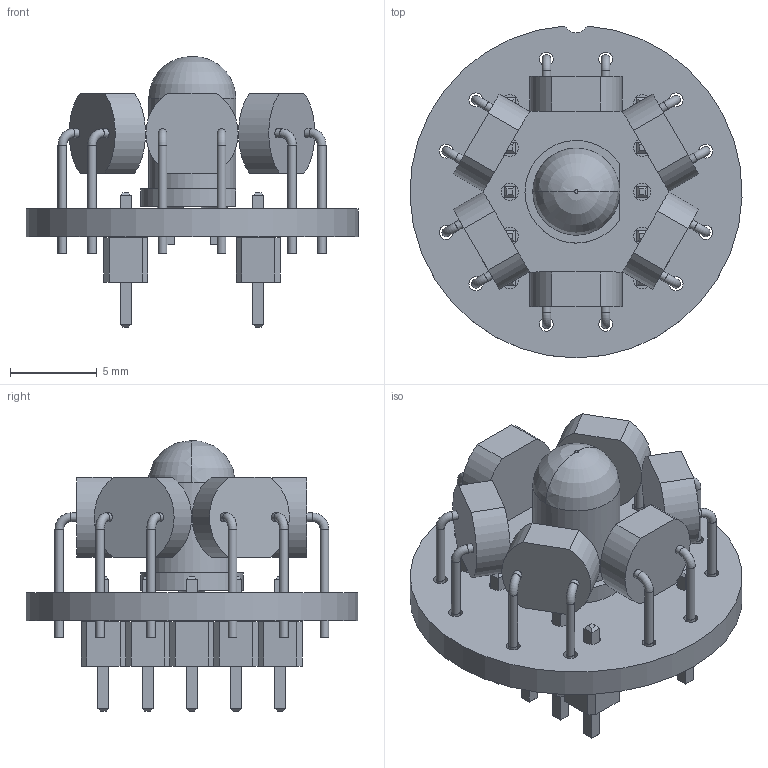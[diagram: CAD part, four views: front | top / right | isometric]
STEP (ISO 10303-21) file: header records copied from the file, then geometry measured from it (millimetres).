
FILE_DESCRIPTION(('KiCad electronic assembly'),'2;1');
FILE_NAME('#210-000-S1A - Photomodule PCB [LDRs].step', '2020-01-07T23:27:14',('An Author'),('A Company'), 'Open CASCADE STEP processor 6.9','KiCad to STEP converter','Unknown' );
FILE_SCHEMA(('AUTOMOTIVE_DESIGN { 1 0 10303 214 1 1 1 1 }'));
Length unit declared in the file: millimetre
Products named in the file (8): Open CASCADE STEP translator 6.9 1; LED_5mm_Yellow; SOLID; Pin_Header_Straight_01x05_ShortPins; COMPOUND; Waitrony_KE-10720_Angled
Assembly tree (13 placements, depth 3):
  Open CASCADE STEP translator 6.9 1
    LED_5mm_Yellow
      SOLID
    Pin_Header_Straight_01x05_ShortPins  x2
      COMPOUND
    Waitrony_KE-10720_Angled  x6
      SOLID
    COMPOUND
Bounding box: 19.08 x 19.07 x 15.55 mm (x, y, z)
Volume: 1044.5 mm3; surface area: 2011.8 mm2
Topology: 18 solids, 18 shells, 437 faces, 973 edges, 608 vertices
Faces by surface type: plane 335, cylinder 80, torus 20, revolution 2
Full cylindrical faces by diameter (mm): 0.5 x36, 0.8 x12, 1 x12
Entity records: 14842 total; most frequent: CARTESIAN_POINT 2880, DIRECTION 2001, LINE 1322, VECTOR 1322, ORIENTED_EDGE 1006, PCURVE 1006, DEFINITIONAL_REPRESENTATION 1006, EDGE_CURVE 503
